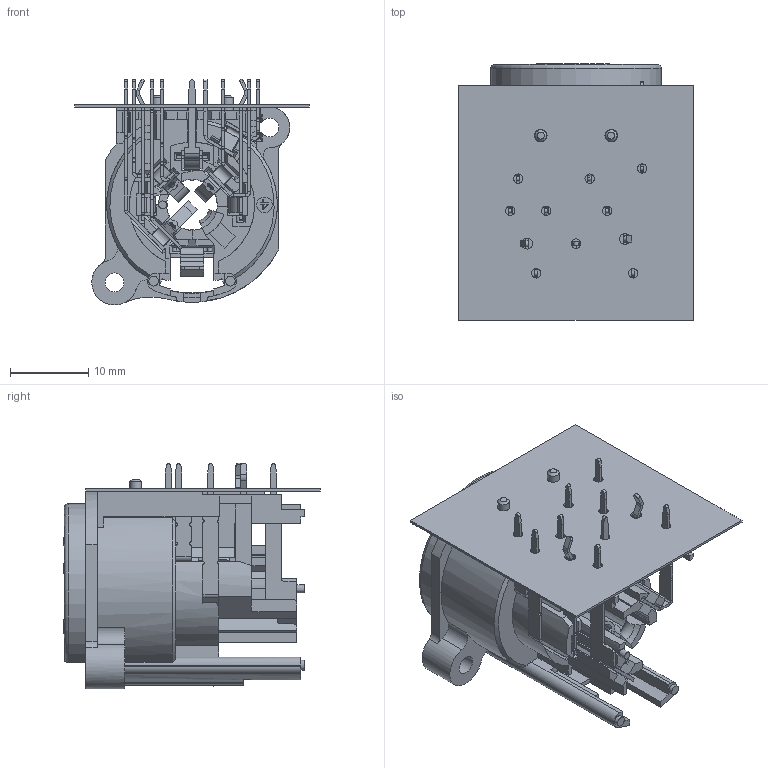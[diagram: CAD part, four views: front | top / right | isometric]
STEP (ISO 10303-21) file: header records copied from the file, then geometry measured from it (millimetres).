
FILE_DESCRIPTION(/* description */ ('','CAx-IF Rec.Pracs.---Representation and Presentation of Product Manufacturing Information (PMI)---4.0---2014-10-13'),/* implementation_level */ '2;1');
FILE_NAME(/* name */ 'ACJC10AHL.stp',/* time_stamp */ '2019-06-04T11:05:20+10:00',/* author */ ('thien'),/* organization */ (''),/* preprocessor_version */ 'ST-DEVELOPER v17',/* originating_system */ 'Autodesk Inventor 2018',/* authorisation */ '');
FILE_SCHEMA (('AP242_MANAGED_MODEL_BASED_3D_ENGINEERING_MIM_LF { 1 0 10303 442 1 1 4 }'));
Products named in the file (15): ACJC10AHL; CT-PJ-21-HOUING; CT-PJ-21-TN; CT-PJ-21-1; CT-PJ-21-2; CT-PJ-21-3; CT-PJ-21-T; CT-PJ-21-S; CT-PJ-21-SN; CT-PJ-21-R; CT-PJ-21-RN; CT-PJ-21-G; CT-PJ-01H-LOCK; 50300275-331 assy CS; PCB_MOD
Assembly tree (14 placements, depth 2):
  ACJC10AHL
    CT-PJ-21-HOUING
    CT-PJ-21-TN
    CT-PJ-21-1
    CT-PJ-21-2
    CT-PJ-21-3
    CT-PJ-21-T
    CT-PJ-21-S
    CT-PJ-21-SN
    CT-PJ-21-R
    CT-PJ-21-RN
    CT-PJ-21-G
    CT-PJ-01H-LOCK
    50300275-331 assy CS
    PCB_MOD
Bounding box: 30 x 32.8 x 28.88 mm (x, y, z)
Volume: 5059.8 mm3; surface area: 11732.8 mm2
Topology: 14 solids, 14 shells, 2108 faces, 5765 edges, 3704 vertices
Faces by surface type: plane 1588, cylinder 368, bspline 118, cone 14, torus 14, sphere 6
Full cylindrical faces by diameter (mm): 1 x1, 1.2 x9, 1.25 x2, 1.4 x2, 1.5 x2, 1.6 x2, 2 x2, 2.4 x1
Entity records: 74103 total; most frequent: CARTESIAN_POINT 19038, ORIENTED_EDGE 11530, DIRECTION 10851, EDGE_CURVE 5765, LINE 4571, VECTOR 4571, VERTEX_POINT 3704, AXIS2_PLACEMENT_3D 3188
